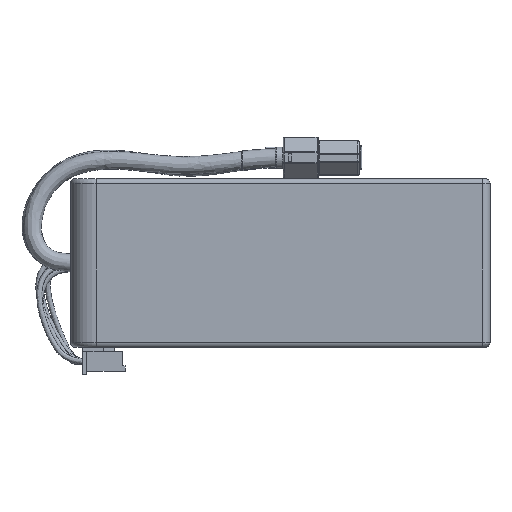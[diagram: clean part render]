
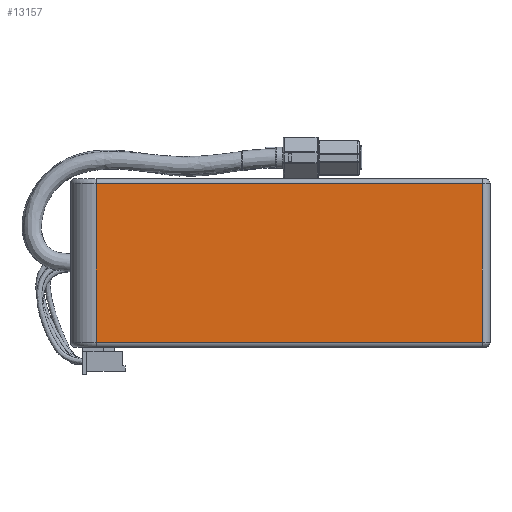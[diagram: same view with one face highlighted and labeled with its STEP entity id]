
A CAD part, front view. The second image highlights one B-rep face of the part: STEP entity #13157.
In plain terms, the highlighted planar face has unit normal (0, -1, 0).
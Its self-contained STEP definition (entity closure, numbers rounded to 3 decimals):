
#783=PLANE('',#14035);
#1220=FACE_OUTER_BOUND('',#2010,.T.);
#2010=EDGE_LOOP('',(#9094,#9095,#9096,#9097));
#2836=LINE('',#18386,#4089);
#2850=LINE('',#18453,#4103);
#2856=LINE('',#18499,#4109);
#2859=LINE('',#18517,#4112);
#4089=VECTOR('',#15052,10.);
#4103=VECTOR('',#15106,10.);
#4109=VECTOR('',#15152,10.);
#4112=VECTOR('',#15167,10.);
#5694=VERTEX_POINT('',#18379);
#5696=VERTEX_POINT('',#18384);
#5711=VERTEX_POINT('',#18452);
#5721=VERTEX_POINT('',#18495);
#6982=EDGE_CURVE('',#5696,#5694,#2836,.T.);
#7008=EDGE_CURVE('',#5694,#5711,#2850,.T.);
#7027=EDGE_CURVE('',#5711,#5721,#2856,.T.);
#7032=EDGE_CURVE('',#5721,#5696,#2859,.T.);
#9094=ORIENTED_EDGE('',*,*,#6982,.F.);
#9095=ORIENTED_EDGE('',*,*,#7032,.F.);
#9096=ORIENTED_EDGE('',*,*,#7027,.F.);
#9097=ORIENTED_EDGE('',*,*,#7008,.F.);
#13157=ADVANCED_FACE('',(#1220),#783,.F.);
#14035=AXIS2_PLACEMENT_3D('',#18518,#15168,#15169);
#15052=DIRECTION('',(-1.,0.,0.));
#15106=DIRECTION('',(0.,0.,1.));
#15152=DIRECTION('',(1.,0.,0.));
#15167=DIRECTION('',(0.,0.,-1.));
#15168=DIRECTION('center_axis',(0.,1.,0.));
#15169=DIRECTION('ref_axis',(1.,0.,0.));
#18379=CARTESIAN_POINT('',(5.,0.,1.));
#18384=CARTESIAN_POINT('',(80.5,0.,1.));
#18386=CARTESIAN_POINT('',(61.5,0.,1.));
#18452=CARTESIAN_POINT('',(5.,0.,32.));
#18453=CARTESIAN_POINT('',(5.,0.,8.25));
#18495=CARTESIAN_POINT('',(80.5,0.,32.));
#18499=CARTESIAN_POINT('',(20.5,0.,32.));
#18517=CARTESIAN_POINT('',(80.5,0.,24.75));
#18518=CARTESIAN_POINT('Origin',(41.,0.,16.5));
